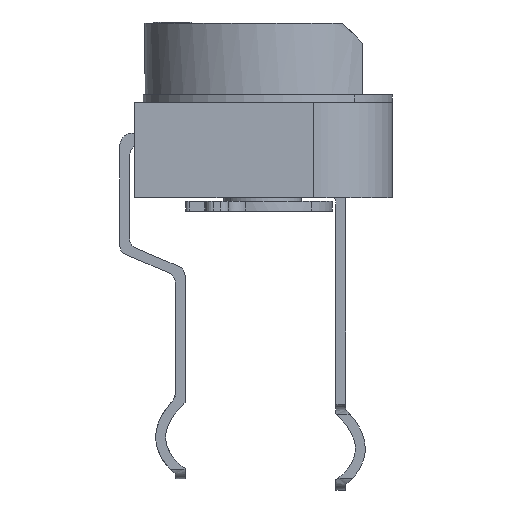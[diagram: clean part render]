
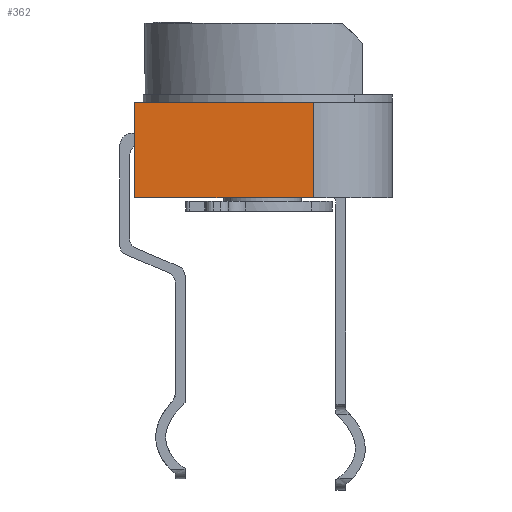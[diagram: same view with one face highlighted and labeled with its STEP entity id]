
A CAD part, front view. The second image highlights one B-rep face of the part: STEP entity #362.
In plain terms, the highlighted planar face has unit normal (0, -1, 0).
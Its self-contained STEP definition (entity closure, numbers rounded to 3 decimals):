
#259 = VERTEX_POINT('',#260);
#260 = CARTESIAN_POINT('',(-3.25,-3.4,2.4));
#268 = PLANE('',#269);
#269 = AXIS2_PLACEMENT_3D('',#270,#271,#272);
#270 = CARTESIAN_POINT('',(-3.25,-3.4,2.4));
#271 = DIRECTION('',(-1.,0.,0.));
#272 = DIRECTION('',(0.,0.,-1.));
#279 = PLANE('',#280);
#280 = AXIS2_PLACEMENT_3D('',#281,#282,#283);
#281 = CARTESIAN_POINT('',(-3.25,-3.4,2.4));
#282 = DIRECTION('',(0.,0.,1.));
#283 = DIRECTION('',(1.,0.,-0.));
#316 = VERTEX_POINT('',#317);
#317 = CARTESIAN_POINT('',(-3.25,-3.4,
    0.));
#329 = PLANE('',#330);
#330 = AXIS2_PLACEMENT_3D('',#331,#332,#333);
#331 = CARTESIAN_POINT('',(-3.25,-3.4,
    0.));
#332 = DIRECTION('',(0.,0.,-1.));
#333 = DIRECTION('',(-1.,0.,-0.));
#340 = EDGE_CURVE('',#259,#316,#341,.T.);
#341 = SURFACE_CURVE('',#342,(#345,#351),.PCURVE_S1.);
#342 = B_SPLINE_CURVE_WITH_KNOTS('',1,(#343,#344),.UNSPECIFIED.,.F.,.F.,
  (2,2),(0.,7.476),.PIECEWISE_BEZIER_KNOTS.);
#343 = CARTESIAN_POINT('',(-3.25,-3.4,2.4));
#344 = CARTESIAN_POINT('',(-3.25,-3.4,
    0.));
#345 = PCURVE('',#268,#346);
#346 = DEFINITIONAL_REPRESENTATION('',(#347),#350);
#347 = B_SPLINE_CURVE_WITH_KNOTS('',1,(#348,#349),.UNSPECIFIED.,.F.,.F.,
  (2,2),(0.,7.476),.PIECEWISE_BEZIER_KNOTS.);
#348 = CARTESIAN_POINT('',(0.,0.));
#349 = CARTESIAN_POINT('',(2.4,0.));
#350 = ( GEOMETRIC_REPRESENTATION_CONTEXT(2) 
PARAMETRIC_REPRESENTATION_CONTEXT() REPRESENTATION_CONTEXT('2D SPACE',''
  ) );
#351 = PCURVE('',#352,#357);
#352 = PLANE('',#353);
#353 = AXIS2_PLACEMENT_3D('',#354,#355,#356);
#354 = CARTESIAN_POINT('',(3.25,-3.4,2.4));
#355 = DIRECTION('',(0.,-1.,0.));
#356 = DIRECTION('',(0.,-0.,-1.));
#357 = DEFINITIONAL_REPRESENTATION('',(#358),#361);
#358 = B_SPLINE_CURVE_WITH_KNOTS('',1,(#359,#360),.UNSPECIFIED.,.F.,.F.,
  (2,2),(0.,7.476),.PIECEWISE_BEZIER_KNOTS.);
#359 = CARTESIAN_POINT('',(0.,-6.5));
#360 = CARTESIAN_POINT('',(2.4,-6.5));
#361 = ( GEOMETRIC_REPRESENTATION_CONTEXT(2) 
PARAMETRIC_REPRESENTATION_CONTEXT() REPRESENTATION_CONTEXT('2D SPACE',''
  ) );
#362 = ADVANCED_FACE('',(#363),#352,.T.);
#363 = FACE_BOUND('',#364,.T.);
#364 = EDGE_LOOP('',(#365,#395,#413,#414));
#365 = ORIENTED_EDGE('',*,*,#366,.T.);
#366 = EDGE_CURVE('',#367,#369,#371,.T.);
#367 = VERTEX_POINT('',#368);
#368 = CARTESIAN_POINT('',(1.25,-3.4,
    0.));
#369 = VERTEX_POINT('',#370);
#370 = CARTESIAN_POINT('',(1.25,-3.4,2.4));
#371 = SURFACE_CURVE('',#372,(#375,#381),.PCURVE_S1.);
#372 = B_SPLINE_CURVE_WITH_KNOTS('',1,(#373,#374),.UNSPECIFIED.,.F.,.F.,
  (2,2),(0.,2.4),.PIECEWISE_BEZIER_KNOTS.);
#373 = CARTESIAN_POINT('',(1.25,-3.4,
    0.));
#374 = CARTESIAN_POINT('',(1.25,-3.4,2.4));
#375 = PCURVE('',#352,#376);
#376 = DEFINITIONAL_REPRESENTATION('',(#377),#380);
#377 = B_SPLINE_CURVE_WITH_KNOTS('',1,(#378,#379),.UNSPECIFIED.,.F.,.F.,
  (2,2),(0.,2.4),.PIECEWISE_BEZIER_KNOTS.);
#378 = CARTESIAN_POINT('',(2.4,-2.));
#379 = CARTESIAN_POINT('',(0.,-2.));
#380 = ( GEOMETRIC_REPRESENTATION_CONTEXT(2) 
PARAMETRIC_REPRESENTATION_CONTEXT() REPRESENTATION_CONTEXT('2D SPACE',''
  ) );
#381 = PCURVE('',#382,#389);
#382 = ( BOUNDED_SURFACE() B_SPLINE_SURFACE(1,2,(
    (#383,#384,#385)
    ,(#386,#387,#388
)),.UNSPECIFIED.,.F.,.F.,.F.) B_SPLINE_SURFACE_WITH_KNOTS((2,2),(3,3),(
    -40.,42.4),(0.,3.142),.PIECEWISE_BEZIER_KNOTS.) 
GEOMETRIC_REPRESENTATION_ITEM() RATIONAL_B_SPLINE_SURFACE((
    (1.,0.707,1.)
,(1.,0.707,1.))) REPRESENTATION_ITEM('') SURFACE() );
#383 = CARTESIAN_POINT('',(3.25,-1.4,-40.));
#384 = CARTESIAN_POINT('',(3.25,-3.4,-40.));
#385 = CARTESIAN_POINT('',(1.25,-3.4,-40.));
#386 = CARTESIAN_POINT('',(3.25,-1.4,42.4));
#387 = CARTESIAN_POINT('',(3.25,-3.4,42.4));
#388 = CARTESIAN_POINT('',(1.25,-3.4,42.4));
#389 = DEFINITIONAL_REPRESENTATION('',(#390),#394);
#390 = LINE('',#391,#392);
#391 = CARTESIAN_POINT('',(0.,3.142));
#392 = VECTOR('',#393,1.);
#393 = DIRECTION('',(1.,0.));
#394 = ( GEOMETRIC_REPRESENTATION_CONTEXT(2) 
PARAMETRIC_REPRESENTATION_CONTEXT() REPRESENTATION_CONTEXT('2D SPACE',''
  ) );
#395 = ORIENTED_EDGE('',*,*,#396,.T.);
#396 = EDGE_CURVE('',#369,#259,#397,.T.);
#397 = SURFACE_CURVE('',#398,(#401,#407),.PCURVE_S1.);
#398 = B_SPLINE_CURVE_WITH_KNOTS('',1,(#399,#400),.UNSPECIFIED.,.F.,.F.,
  (2,2),(41.169,50.5),.PIECEWISE_BEZIER_KNOTS.);
#399 = CARTESIAN_POINT('',(1.25,-3.4,2.4));
#400 = CARTESIAN_POINT('',(-3.25,-3.4,2.4));
#401 = PCURVE('',#352,#402);
#402 = DEFINITIONAL_REPRESENTATION('',(#403),#406);
#403 = B_SPLINE_CURVE_WITH_KNOTS('',1,(#404,#405),.UNSPECIFIED.,.F.,.F.,
  (2,2),(41.169,50.5),.PIECEWISE_BEZIER_KNOTS.);
#404 = CARTESIAN_POINT('',(0.,-2.));
#405 = CARTESIAN_POINT('',(0.,-6.5));
#406 = ( GEOMETRIC_REPRESENTATION_CONTEXT(2) 
PARAMETRIC_REPRESENTATION_CONTEXT() REPRESENTATION_CONTEXT('2D SPACE',''
  ) );
#407 = PCURVE('',#279,#408);
#408 = DEFINITIONAL_REPRESENTATION('',(#409),#412);
#409 = B_SPLINE_CURVE_WITH_KNOTS('',1,(#410,#411),.UNSPECIFIED.,.F.,.F.,
  (2,2),(41.169,50.5),.PIECEWISE_BEZIER_KNOTS.);
#410 = CARTESIAN_POINT('',(4.5,0.));
#411 = CARTESIAN_POINT('',(0.,0.));
#412 = ( GEOMETRIC_REPRESENTATION_CONTEXT(2) 
PARAMETRIC_REPRESENTATION_CONTEXT() REPRESENTATION_CONTEXT('2D SPACE',''
  ) );
#413 = ORIENTED_EDGE('',*,*,#340,.T.);
#414 = ORIENTED_EDGE('',*,*,#415,.F.);
#415 = EDGE_CURVE('',#367,#316,#416,.T.);
#416 = SURFACE_CURVE('',#417,(#420,#426),.PCURVE_S1.);
#417 = B_SPLINE_CURVE_WITH_KNOTS('',1,(#418,#419),.UNSPECIFIED.,.F.,.F.,
  (2,2),(41.169,50.5),.PIECEWISE_BEZIER_KNOTS.);
#418 = CARTESIAN_POINT('',(1.25,-3.4,
    0.));
#419 = CARTESIAN_POINT('',(-3.25,-3.4,
    0.));
#420 = PCURVE('',#352,#421);
#421 = DEFINITIONAL_REPRESENTATION('',(#422),#425);
#422 = B_SPLINE_CURVE_WITH_KNOTS('',1,(#423,#424),.UNSPECIFIED.,.F.,.F.,
  (2,2),(41.169,50.5),.PIECEWISE_BEZIER_KNOTS.);
#423 = CARTESIAN_POINT('',(2.4,-2.));
#424 = CARTESIAN_POINT('',(2.4,-6.5));
#425 = ( GEOMETRIC_REPRESENTATION_CONTEXT(2) 
PARAMETRIC_REPRESENTATION_CONTEXT() REPRESENTATION_CONTEXT('2D SPACE',''
  ) );
#426 = PCURVE('',#329,#427);
#427 = DEFINITIONAL_REPRESENTATION('',(#428),#431);
#428 = B_SPLINE_CURVE_WITH_KNOTS('',1,(#429,#430),.UNSPECIFIED.,.F.,.F.,
  (2,2),(41.169,50.5),.PIECEWISE_BEZIER_KNOTS.);
#429 = CARTESIAN_POINT('',(-4.5,0.));
#430 = CARTESIAN_POINT('',(0.,0.));
#431 = ( GEOMETRIC_REPRESENTATION_CONTEXT(2) 
PARAMETRIC_REPRESENTATION_CONTEXT() REPRESENTATION_CONTEXT('2D SPACE',''
  ) );
